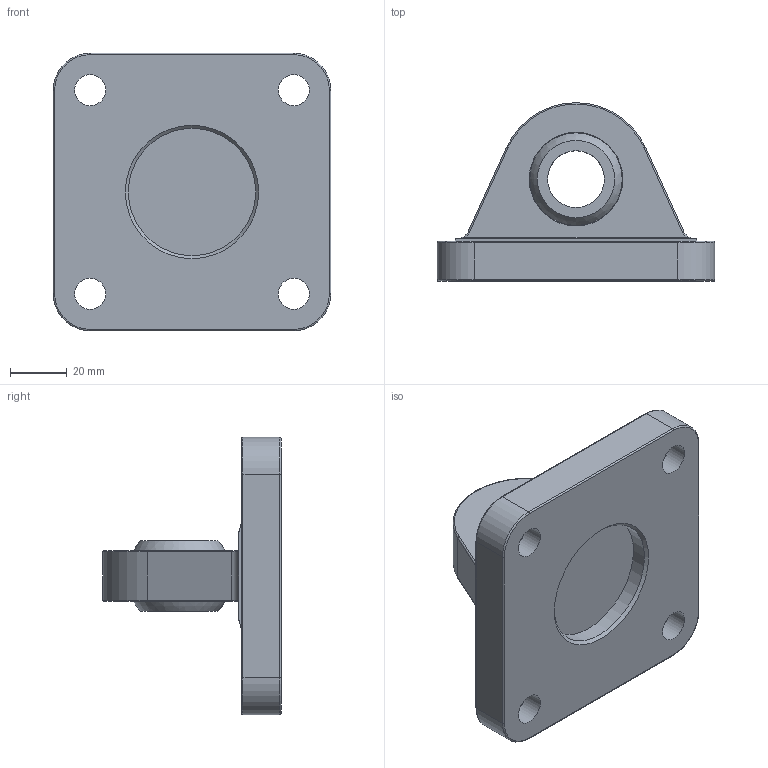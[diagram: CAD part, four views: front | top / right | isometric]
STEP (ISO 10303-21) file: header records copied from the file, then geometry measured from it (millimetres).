
FILE_DESCRIPTION(/* description */ (''),/* implementation_level */ '2;1');
FILE_NAME(/* name */ 'c-cu80.stp',/* time_stamp */ '2015-12-09T13:43:58+01:00',/* author */ (''),/* organization */ (''),/* preprocessor_version */ 'ST-DEVELOPER v15.2',/* originating_system */ 'Autodesk Translator Framework v2.0.0.5431',/* authorisation */ '');
FILE_SCHEMA (('AUTOMOTIVE_DESIGN { 1 0 10303 214 3 1 1 }'));
Products named in the file (1): (Unsaved)
Bounding box: 98 x 63 x 98 mm (x, y, z)
Volume: 159517.1 mm3; surface area: 34148.5 mm2
Topology: 1 solids, 1 shells, 1222 faces, 3368 edges, 2201 vertices
Faces by surface type: bspline 772, plane 383, cylinder 44, torus 16, sphere 6, cone 1
Full cylindrical faces by diameter (mm): 11 x4, 18 x4, 20.04 x1, 45 x1
Entity records: 45661 total; most frequent: CARTESIAN_POINT 19889, ORIENTED_EDGE 6728, EDGE_CURVE 3344, DIRECTION 2826, VERTEX_POINT 2195, LINE 1698, VECTOR 1698, B_SPLINE_CURVE_WITH_KNOTS 1533
